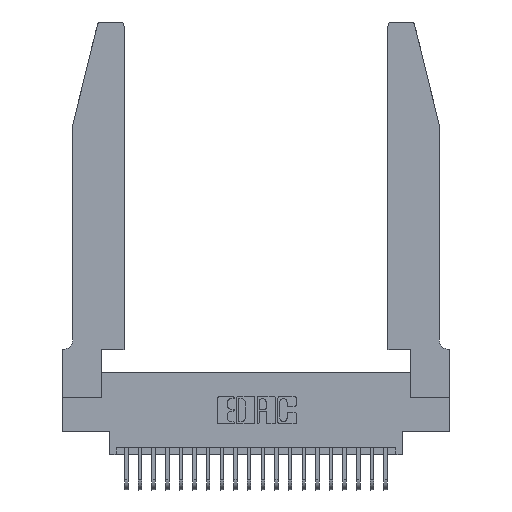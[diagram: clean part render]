
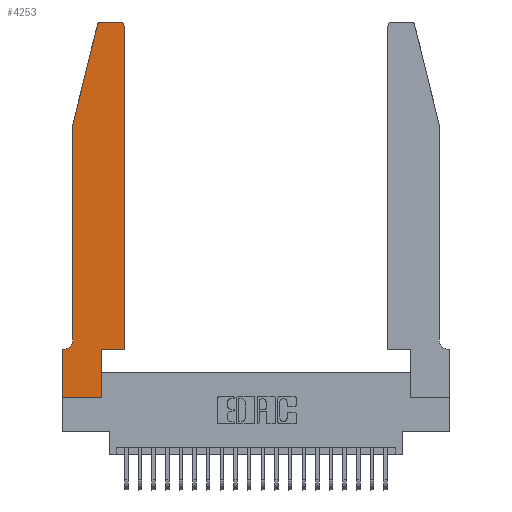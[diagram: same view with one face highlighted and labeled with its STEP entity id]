
A CAD part, top view. The second image highlights one B-rep face of the part: STEP entity #4253.
In plain terms, the highlighted planar face has unit normal (0, 0, 1).
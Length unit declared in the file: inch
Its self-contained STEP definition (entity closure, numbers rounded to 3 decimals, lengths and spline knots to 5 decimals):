
#20 = EDGE_CURVE ( 'NONE', #20595, #18848, #14581, .T. ) ;
#265 = CARTESIAN_POINT ( 'NONE',  ( 0., 0., 0.37 ) ) ;
#282 = CARTESIAN_POINT ( 'NONE',  ( 0., 0., 0.37 ) ) ;
#574 = ORIENTED_EDGE ( 'NONE', *, *, #15644, .T. ) ;
#641 = EDGE_CURVE ( 'NONE', #19822, #10722, #3957, .T. ) ;
#894 = VECTOR ( 'NONE', #2214, 39.37008 ) ;
#1677 = CARTESIAN_POINT ( 'NONE',  ( 0., 0.35, 0.37 ) ) ;
#1809 = LINE ( 'NONE', #23403, #22219 ) ;
#1883 = EDGE_CURVE ( 'NONE', #10722, #12070, #1809, .T. ) ;
#2214 = DIRECTION ( 'NONE',  ( 1., 0., 0. ) ) ;
#2491 = DIRECTION ( 'NONE',  ( 0., -1., 0. ) ) ;
#2496 = VECTOR ( 'NONE', #7487, 39.37008 ) ;
#2801 = LINE ( 'NONE', #11920, #9781 ) ;
#3099 = ORIENTED_EDGE ( 'NONE', *, *, #9156, .T. ) ;
#3621 = DIRECTION ( 'NONE',  ( 0., 0., 1. ) ) ;
#3691 = VECTOR ( 'NONE', #22691, 39.37008 ) ;
#3957 = CIRCLE ( 'NONE', #10903, 0.03 ) ;
#4245 = ORIENTED_EDGE ( 'NONE', *, *, #13123, .T. ) ;
#4253 = ADVANCED_FACE ( 'NONE', ( #20670 ), #23225, .T. ) ;
#4580 = ORIENTED_EDGE ( 'NONE', *, *, #19243, .T. ) ;
#4943 = AXIS2_PLACEMENT_3D ( 'NONE', #12833, #22658, #16737 ) ;
#5311 = ORIENTED_EDGE ( 'NONE', *, *, #23014, .T. ) ;
#5453 = CARTESIAN_POINT ( 'NONE',  ( 0.2605, 2.75, 0.37 ) ) ;
#5777 = CARTESIAN_POINT ( 'NONE',  ( 0.2865, 0., 0.37 ) ) ;
#5949 = ORIENTED_EDGE ( 'NONE', *, *, #1883, .T. ) ;
#6322 = DIRECTION ( 'NONE',  ( -1., 0., 0. ) ) ;
#7195 = DIRECTION ( 'NONE',  ( 1., 0., 0. ) ) ;
#7392 = CARTESIAN_POINT ( 'NONE',  ( 0.0755, 0.35, 0.37 ) ) ;
#7487 = DIRECTION ( 'NONE',  ( -1., 0., 0. ) ) ;
#7814 = CARTESIAN_POINT ( 'NONE',  ( 0., 0., 0.37 ) ) ;
#7850 = DIRECTION ( 'NONE',  ( -0.239, -0.971, 0. ) ) ;
#8274 = ORIENTED_EDGE ( 'NONE', *, *, #14651, .T. ) ;
#8429 = ORIENTED_EDGE ( 'NONE', *, *, #9456, .T. ) ;
#8508 = CIRCLE ( 'NONE', #4943, 0.03 ) ;
#9156 = EDGE_CURVE ( 'NONE', #12070, #13418, #2801, .T. ) ;
#9410 = ORIENTED_EDGE ( 'NONE', *, *, #17614, .T. ) ;
#9424 = VECTOR ( 'NONE', #13826, 39.37008 ) ;
#9456 = EDGE_CURVE ( 'NONE', #13345, #19822, #19849, .T. ) ;
#9480 = CARTESIAN_POINT ( 'NONE',  ( 0.0055, 0.35, 0.37 ) ) ;
#9526 = CARTESIAN_POINT ( 'NONE',  ( 0., 0.35, 0.37 ) ) ;
#9781 = VECTOR ( 'NONE', #2491, 39.37008 ) ;
#10078 = ORIENTED_EDGE ( 'NONE', *, *, #641, .T. ) ;
#10258 = CARTESIAN_POINT ( 'NONE',  ( 0.2865, 0.35, 0.37 ) ) ;
#10624 = CARTESIAN_POINT ( 'NONE',  ( 0.0755, 2., 0.37 ) ) ;
#10722 = VERTEX_POINT ( 'NONE', #18416 ) ;
#10857 = ORIENTED_EDGE ( 'NONE', *, *, #15477, .T. ) ;
#10903 = AXIS2_PLACEMENT_3D ( 'NONE', #25113, #22880, #7195 ) ;
#11165 = DIRECTION ( 'NONE',  ( 1., 0., 0. ) ) ;
#11231 = VECTOR ( 'NONE', #22904, 39.37008 ) ;
#11293 = VERTEX_POINT ( 'NONE', #5777 ) ;
#11359 = LINE ( 'NONE', #10258, #23601 ) ;
#11920 = CARTESIAN_POINT ( 'NONE',  ( 0.0755, 2., 0.37 ) ) ;
#12070 = VERTEX_POINT ( 'NONE', #10624 ) ;
#12833 = CARTESIAN_POINT ( 'NONE',  ( 0.4205, 2.72, 0.37 ) ) ;
#13071 = VECTOR ( 'NONE', #14634, 39.37008 ) ;
#13123 = EDGE_CURVE ( 'NONE', #11293, #20879, #11359, .T. ) ;
#13345 = VERTEX_POINT ( 'NONE', #17833 ) ;
#13418 = VERTEX_POINT ( 'NONE', #19863 ) ;
#13826 = DIRECTION ( 'NONE',  ( 0., -1., 0. ) ) ;
#13852 = CARTESIAN_POINT ( 'NONE',  ( 0.0055, 0.42, 0.37 ) ) ;
#13979 = LINE ( 'NONE', #16333, #3691 ) ;
#13999 = VERTEX_POINT ( 'NONE', #9480 ) ;
#14164 = DIRECTION ( 'NONE',  ( 0., 1., 0. ) ) ;
#14427 = VERTEX_POINT ( 'NONE', #20745 ) ;
#14581 = LINE ( 'NONE', #282, #9424 ) ;
#14634 = DIRECTION ( 'NONE',  ( -1., 0., 0. ) ) ;
#14651 = EDGE_CURVE ( 'NONE', #20879, #19068, #13979, .T. ) ;
#15477 = EDGE_CURVE ( 'NONE', #19068, #14427, #16383, .T. ) ;
#15541 = CARTESIAN_POINT ( 'NONE',  ( 0.4505, 0.35, 0.37 ) ) ;
#15644 = EDGE_CURVE ( 'NONE', #13999, #20595, #24393, .T. ) ;
#15711 = CARTESIAN_POINT ( 'NONE',  ( 0.284, 2.75, 0.37 ) ) ;
#16333 = CARTESIAN_POINT ( 'NONE',  ( 0.4505, 0.35, 0.37 ) ) ;
#16383 = LINE ( 'NONE', #19112, #11231 ) ;
#16737 = DIRECTION ( 'NONE',  ( 1., 0., 0. ) ) ;
#16858 = ORIENTED_EDGE ( 'NONE', *, *, #20, .T. ) ;
#17614 = EDGE_CURVE ( 'NONE', #14427, #13345, #8508, .T. ) ;
#17833 = CARTESIAN_POINT ( 'NONE',  ( 0.4205, 2.75, 0.37 ) ) ;
#17983 = CARTESIAN_POINT ( 'NONE',  ( 0.2865, 0.35, 0.37 ) ) ;
#18294 = AXIS2_PLACEMENT_3D ( 'NONE', #1677, #3621, #11165 ) ;
#18416 = CARTESIAN_POINT ( 'NONE',  ( 0.25487, 2.72718, 0.37 ) ) ;
#18848 = VERTEX_POINT ( 'NONE', #7814 ) ;
#19068 = VERTEX_POINT ( 'NONE', #15541 ) ;
#19112 = CARTESIAN_POINT ( 'NONE',  ( 0.4505, 0.35, 0.37 ) ) ;
#19243 = EDGE_CURVE ( 'NONE', #18848, #11293, #23132, .T. ) ;
#19822 = VERTEX_POINT ( 'NONE', #15711 ) ;
#19849 = LINE ( 'NONE', #5453, #2496 ) ;
#19863 = CARTESIAN_POINT ( 'NONE',  ( 0.0755, 0.42, 0.37 ) ) ;
#20595 = VERTEX_POINT ( 'NONE', #9526 ) ;
#20670 = FACE_OUTER_BOUND ( 'NONE', #23823, .T. ) ;
#20745 = CARTESIAN_POINT ( 'NONE',  ( 0.4505, 2.72, 0.37 ) ) ;
#20879 = VERTEX_POINT ( 'NONE', #17983 ) ;
#22219 = VECTOR ( 'NONE', #7850, 39.37008 ) ;
#22658 = DIRECTION ( 'NONE',  ( 0., 0., 1. ) ) ;
#22691 = DIRECTION ( 'NONE',  ( 1., 0., 0. ) ) ;
#22880 = DIRECTION ( 'NONE',  ( 0., 0., 1. ) ) ;
#22904 = DIRECTION ( 'NONE',  ( 0., 1., 0. ) ) ;
#22922 = CIRCLE ( 'NONE', #23664, 0.07 ) ;
#23014 = EDGE_CURVE ( 'NONE', #13418, #13999, #22922, .T. ) ;
#23132 = LINE ( 'NONE', #265, #894 ) ;
#23225 = PLANE ( 'NONE',  #18294 ) ;
#23403 = CARTESIAN_POINT ( 'NONE',  ( 0.0755, 2., 0.37 ) ) ;
#23601 = VECTOR ( 'NONE', #14164, 39.37008 ) ;
#23664 = AXIS2_PLACEMENT_3D ( 'NONE', #13852, #23730, #6322 ) ;
#23730 = DIRECTION ( 'NONE',  ( 0., 0., -1. ) ) ;
#23823 = EDGE_LOOP ( 'NONE', ( #8429, #10078, #5949, #3099, #5311, #574, #16858, #4580, #4245, #8274, #10857, #9410 ) ) ;
#24393 = LINE ( 'NONE', #7392, #13071 ) ;
#25113 = CARTESIAN_POINT ( 'NONE',  ( 0.284, 2.72, 0.37 ) ) ;
